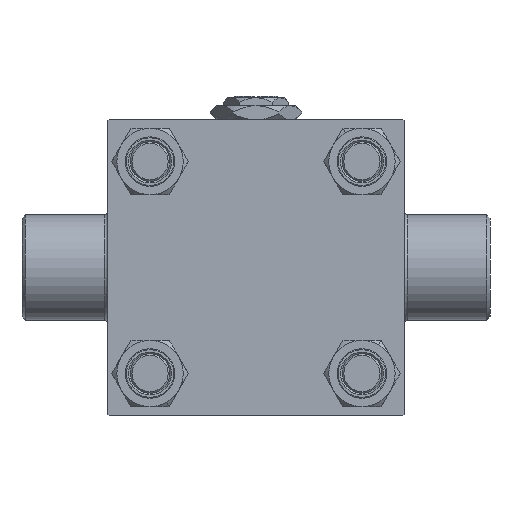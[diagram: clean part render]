
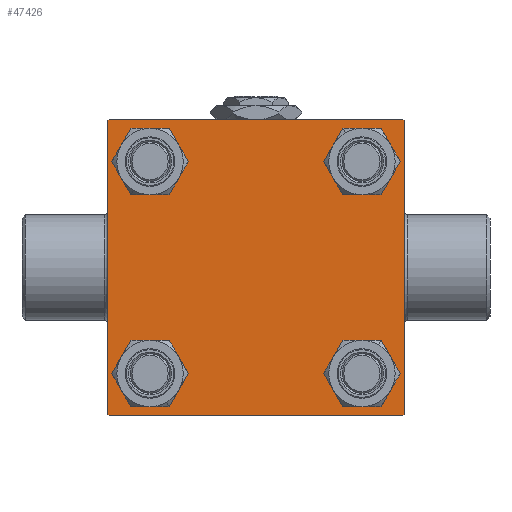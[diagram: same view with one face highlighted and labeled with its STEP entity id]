
A CAD part, left-side view. The second image highlights one B-rep face of the part: STEP entity #47426.
In plain terms, the highlighted planar face has unit normal (-1, 0, 0).
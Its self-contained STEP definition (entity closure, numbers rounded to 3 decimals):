
#1506 = VECTOR ( 'NONE', #19907, 1000. ) ;
#1728 = EDGE_CURVE ( 'NONE', #16956, #25126, #31260, .T. ) ;
#1851 = EDGE_CURVE ( 'NONE', #16254, #45297, #17505, .T. ) ;
#2083 = ORIENTED_EDGE ( 'NONE', *, *, #3273, .T. ) ;
#2132 = FACE_BOUND ( 'NONE', #8732, .T. ) ;
#2592 = EDGE_CURVE ( 'NONE', #33325, #16956, #6641, .T. ) ;
#2627 = DIRECTION ( 'NONE',  ( -1., 0., 0. ) ) ;
#2817 = VECTOR ( 'NONE', #10771, 1000. ) ;
#3057 = AXIS2_PLACEMENT_3D ( 'NONE', #17330, #33316, #18329 ) ;
#3133 = CIRCLE ( 'NONE', #14283, 6.5 ) ;
#3168 = VECTOR ( 'NONE', #27112, 1000. ) ;
#3273 = EDGE_CURVE ( 'NONE', #5586, #49221, #3133, .T. ) ;
#3786 = CARTESIAN_POINT ( 'NONE',  ( 0., -32.15, -32.15 ) ) ;
#5102 = CARTESIAN_POINT ( 'NONE',  ( 0., 45., -44.5 ) ) ;
#5193 = VERTEX_POINT ( 'NONE', #25014 ) ;
#5277 = CIRCLE ( 'NONE', #34030, 6.5 ) ;
#5444 = ORIENTED_EDGE ( 'NONE', *, *, #6105, .T. ) ;
#5536 = DIRECTION ( 'NONE',  ( 0., 0., 1. ) ) ;
#5586 = VERTEX_POINT ( 'NONE', #27698 ) ;
#5797 = DIRECTION ( 'NONE',  ( 1., 0., 0. ) ) ;
#6105 = EDGE_CURVE ( 'NONE', #43622, #27205, #35781, .T. ) ;
#6133 = CARTESIAN_POINT ( 'NONE',  ( 0., -32.15, -25.65 ) ) ;
#6394 = DIRECTION ( 'NONE',  ( 0., 0., -1. ) ) ;
#6530 = EDGE_CURVE ( 'NONE', #13954, #45297, #7464, .T. ) ;
#6641 = LINE ( 'NONE', #14118, #36569 ) ;
#6805 = CARTESIAN_POINT ( 'NONE',  ( 0., -32.15, -38.65 ) ) ;
#7011 = ORIENTED_EDGE ( 'NONE', *, *, #26079, .T. ) ;
#7442 = ORIENTED_EDGE ( 'NONE', *, *, #41711, .T. ) ;
#7464 = LINE ( 'NONE', #15927, #1506 ) ;
#7622 = CIRCLE ( 'NONE', #9215, 6.5 ) ;
#7891 = EDGE_CURVE ( 'NONE', #25126, #37500, #38602, .T. ) ;
#8217 = ORIENTED_EDGE ( 'NONE', *, *, #25362, .T. ) ;
#8262 = DIRECTION ( 'NONE',  ( 1., 0., 0. ) ) ;
#8732 = EDGE_LOOP ( 'NONE', ( #43308, #33658 ) ) ;
#8790 = CARTESIAN_POINT ( 'NONE',  ( 0., 44.75, -44.75 ) ) ;
#9215 = AXIS2_PLACEMENT_3D ( 'NONE', #26504, #37993, #22503 ) ;
#9601 = AXIS2_PLACEMENT_3D ( 'NONE', #25108, #2627, #17845 ) ;
#10771 = DIRECTION ( 'NONE',  ( 0., -1., 0. ) ) ;
#10823 = CARTESIAN_POINT ( 'NONE',  ( 0., -44.5, -45. ) ) ;
#11617 = CARTESIAN_POINT ( 'NONE',  ( 0., -32.15, -32.15 ) ) ;
#11962 = DIRECTION ( 'NONE',  ( 0., 0., -1. ) ) ;
#13176 = VECTOR ( 'NONE', #16514, 1000. ) ;
#13334 = CARTESIAN_POINT ( 'NONE',  ( 0., 32.15, -32.15 ) ) ;
#13611 = FACE_BOUND ( 'NONE', #41656, .T. ) ;
#13954 = VERTEX_POINT ( 'NONE', #22842 ) ;
#14118 = CARTESIAN_POINT ( 'NONE',  ( 0., 45., 45. ) ) ;
#14283 = AXIS2_PLACEMENT_3D ( 'NONE', #36500, #21246, #5536 ) ;
#14387 = EDGE_CURVE ( 'NONE', #13954, #26479, #18963, .T. ) ;
#14511 = CARTESIAN_POINT ( 'NONE',  ( 0., -44.75, -44.75 ) ) ;
#15927 = CARTESIAN_POINT ( 'NONE',  ( 0., -44.75, 44.75 ) ) ;
#16074 = ORIENTED_EDGE ( 'NONE', *, *, #6530, .T. ) ;
#16254 = VERTEX_POINT ( 'NONE', #36316 ) ;
#16514 = DIRECTION ( 'NONE',  ( 0., -0.707, -0.707 ) ) ;
#16769 = DIRECTION ( 'NONE',  ( 0., 0., 1. ) ) ;
#16956 = VERTEX_POINT ( 'NONE', #5102 ) ;
#17330 = CARTESIAN_POINT ( 'NONE',  ( 0., 32.15, 32.15 ) ) ;
#17505 = LINE ( 'NONE', #22747, #2817 ) ;
#17556 = ORIENTED_EDGE ( 'NONE', *, *, #1851, .F. ) ;
#17845 = DIRECTION ( 'NONE',  ( 0., 0., 1. ) ) ;
#18329 = DIRECTION ( 'NONE',  ( 0., 0., 1. ) ) ;
#18459 = CARTESIAN_POINT ( 'NONE',  ( 0., 45., 44.5 ) ) ;
#18963 = LINE ( 'NONE', #29983, #38460 ) ;
#19000 = DIRECTION ( 'NONE',  ( 0., 0., 1. ) ) ;
#19199 = EDGE_LOOP ( 'NONE', ( #8217, #7442 ) ) ;
#19907 = DIRECTION ( 'NONE',  ( 0., 0.707, 0.707 ) ) ;
#21167 = AXIS2_PLACEMENT_3D ( 'NONE', #44051, #32276, #39295 ) ;
#21246 = DIRECTION ( 'NONE',  ( 1., 0., 0. ) ) ;
#21315 = DIRECTION ( 'NONE',  ( 0., 0., 1. ) ) ;
#21977 = CARTESIAN_POINT ( 'NONE',  ( 0., -45., -44.5 ) ) ;
#22503 = DIRECTION ( 'NONE',  ( 0., 0., 1. ) ) ;
#22747 = CARTESIAN_POINT ( 'NONE',  ( 0., 45., 45. ) ) ;
#22842 = CARTESIAN_POINT ( 'NONE',  ( 0., -45., 44.5 ) ) ;
#23499 = VECTOR ( 'NONE', #32499, 1000. ) ;
#23501 = EDGE_CURVE ( 'NONE', #37500, #26479, #25758, .T. ) ;
#24355 = VECTOR ( 'NONE', #32407, 1000. ) ;
#24805 = EDGE_LOOP ( 'NONE', ( #46000, #29827, #25679, #28184, #35704, #16074, #17556, #7011 ) ) ;
#25014 = CARTESIAN_POINT ( 'NONE',  ( 0., 32.15, 25.65 ) ) ;
#25108 = CARTESIAN_POINT ( 'NONE',  ( 0., 0., 0. ) ) ;
#25126 = VERTEX_POINT ( 'NONE', #36337 ) ;
#25362 = EDGE_CURVE ( 'NONE', #33239, #5193, #37135, .T. ) ;
#25470 = VERTEX_POINT ( 'NONE', #6805 ) ;
#25679 = ORIENTED_EDGE ( 'NONE', *, *, #7891, .T. ) ;
#25758 = LINE ( 'NONE', #14511, #23499 ) ;
#26079 = EDGE_CURVE ( 'NONE', #16254, #33325, #29657, .T. ) ;
#26479 = VERTEX_POINT ( 'NONE', #21977 ) ;
#26504 = CARTESIAN_POINT ( 'NONE',  ( 0., -32.15, 32.15 ) ) ;
#27112 = DIRECTION ( 'NONE',  ( 0., -1., 0. ) ) ;
#27205 = VERTEX_POINT ( 'NONE', #47101 ) ;
#27668 = ORIENTED_EDGE ( 'NONE', *, *, #31342, .T. ) ;
#27698 = CARTESIAN_POINT ( 'NONE',  ( 0., 32.15, -38.65 ) ) ;
#27887 = AXIS2_PLACEMENT_3D ( 'NONE', #13334, #33309, #21315 ) ;
#28180 = EDGE_CURVE ( 'NONE', #25470, #34518, #5277, .T. ) ;
#28184 = ORIENTED_EDGE ( 'NONE', *, *, #23501, .T. ) ;
#28328 = CIRCLE ( 'NONE', #29948, 6.5 ) ;
#28850 = FACE_OUTER_BOUND ( 'NONE', #24805, .T. ) ;
#29657 = LINE ( 'NONE', #36166, #24355 ) ;
#29827 = ORIENTED_EDGE ( 'NONE', *, *, #1728, .T. ) ;
#29948 = AXIS2_PLACEMENT_3D ( 'NONE', #11617, #46144, #38112 ) ;
#29983 = CARTESIAN_POINT ( 'NONE',  ( 0., -45., 45. ) ) ;
#31086 = CARTESIAN_POINT ( 'NONE',  ( 0., 45., -45. ) ) ;
#31223 = EDGE_CURVE ( 'NONE', #34518, #25470, #28328, .T. ) ;
#31260 = LINE ( 'NONE', #8790, #13176 ) ;
#31342 = EDGE_CURVE ( 'NONE', #27205, #43622, #7622, .T. ) ;
#32276 = DIRECTION ( 'NONE',  ( 1., 0., 0. ) ) ;
#32407 = DIRECTION ( 'NONE',  ( 0., 0.707, -0.707 ) ) ;
#32499 = DIRECTION ( 'NONE',  ( 0., -0.707, 0.707 ) ) ;
#32600 = FACE_BOUND ( 'NONE', #19199, .T. ) ;
#33239 = VERTEX_POINT ( 'NONE', #39293 ) ;
#33309 = DIRECTION ( 'NONE',  ( 1., 0., 0. ) ) ;
#33316 = DIRECTION ( 'NONE',  ( 1., 0., 0. ) ) ;
#33325 = VERTEX_POINT ( 'NONE', #18459 ) ;
#33658 = ORIENTED_EDGE ( 'NONE', *, *, #28180, .T. ) ;
#34030 = AXIS2_PLACEMENT_3D ( 'NONE', #3786, #8262, #19000 ) ;
#34183 = AXIS2_PLACEMENT_3D ( 'NONE', #36507, #5797, #16769 ) ;
#34518 = VERTEX_POINT ( 'NONE', #6133 ) ;
#35704 = ORIENTED_EDGE ( 'NONE', *, *, #14387, .F. ) ;
#35781 = CIRCLE ( 'NONE', #34183, 6.5 ) ;
#36166 = CARTESIAN_POINT ( 'NONE',  ( 0., 44.75, 44.75 ) ) ;
#36167 = CARTESIAN_POINT ( 'NONE',  ( 0., -32.15, 38.65 ) ) ;
#36179 = EDGE_LOOP ( 'NONE', ( #5444, #27668 ) ) ;
#36316 = CARTESIAN_POINT ( 'NONE',  ( 0., 44.5, 45. ) ) ;
#36337 = CARTESIAN_POINT ( 'NONE',  ( 0., 44.5, -45. ) ) ;
#36352 = FACE_BOUND ( 'NONE', #36179, .T. ) ;
#36500 = CARTESIAN_POINT ( 'NONE',  ( 0., 32.15, -32.15 ) ) ;
#36507 = CARTESIAN_POINT ( 'NONE',  ( 0., -32.15, 32.15 ) ) ;
#36526 = CIRCLE ( 'NONE', #3057, 6.5 ) ;
#36569 = VECTOR ( 'NONE', #6394, 1000. ) ;
#37135 = CIRCLE ( 'NONE', #21167, 6.5 ) ;
#37500 = VERTEX_POINT ( 'NONE', #10823 ) ;
#37993 = DIRECTION ( 'NONE',  ( 1., 0., 0. ) ) ;
#38112 = DIRECTION ( 'NONE',  ( 0., 0., 1. ) ) ;
#38460 = VECTOR ( 'NONE', #11962, 1000. ) ;
#38602 = LINE ( 'NONE', #31086, #3168 ) ;
#39293 = CARTESIAN_POINT ( 'NONE',  ( 0., 32.15, 38.65 ) ) ;
#39295 = DIRECTION ( 'NONE',  ( 0., 0., 1. ) ) ;
#40606 = PLANE ( 'NONE',  #9601 ) ;
#41656 = EDGE_LOOP ( 'NONE', ( #47752, #2083 ) ) ;
#41711 = EDGE_CURVE ( 'NONE', #5193, #33239, #36526, .T. ) ;
#42297 = CIRCLE ( 'NONE', #27887, 6.5 ) ;
#43308 = ORIENTED_EDGE ( 'NONE', *, *, #31223, .T. ) ;
#43622 = VERTEX_POINT ( 'NONE', #36167 ) ;
#43704 = CARTESIAN_POINT ( 'NONE',  ( 0., 32.15, -25.65 ) ) ;
#44051 = CARTESIAN_POINT ( 'NONE',  ( 0., 32.15, 32.15 ) ) ;
#44845 = CARTESIAN_POINT ( 'NONE',  ( 0., -44.5, 45. ) ) ;
#45297 = VERTEX_POINT ( 'NONE', #44845 ) ;
#45849 = EDGE_CURVE ( 'NONE', #49221, #5586, #42297, .T. ) ;
#46000 = ORIENTED_EDGE ( 'NONE', *, *, #2592, .T. ) ;
#46144 = DIRECTION ( 'NONE',  ( 1., 0., 0. ) ) ;
#47101 = CARTESIAN_POINT ( 'NONE',  ( 0., -32.15, 25.65 ) ) ;
#47426 = ADVANCED_FACE ( 'NONE', ( #36352, #2132, #13611, #32600, #28850 ), #40606, .T. ) ;
#47752 = ORIENTED_EDGE ( 'NONE', *, *, #45849, .T. ) ;
#49221 = VERTEX_POINT ( 'NONE', #43704 ) ;
